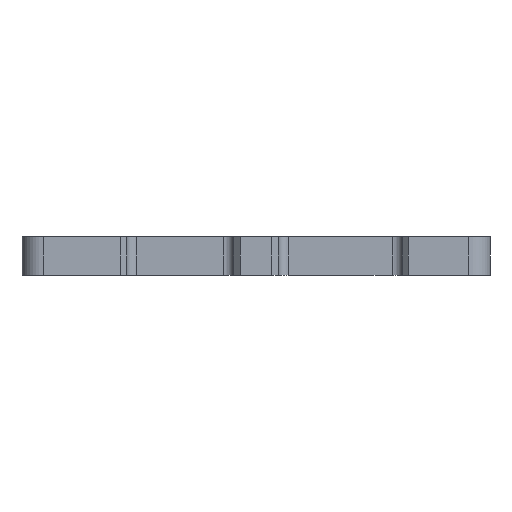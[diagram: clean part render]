
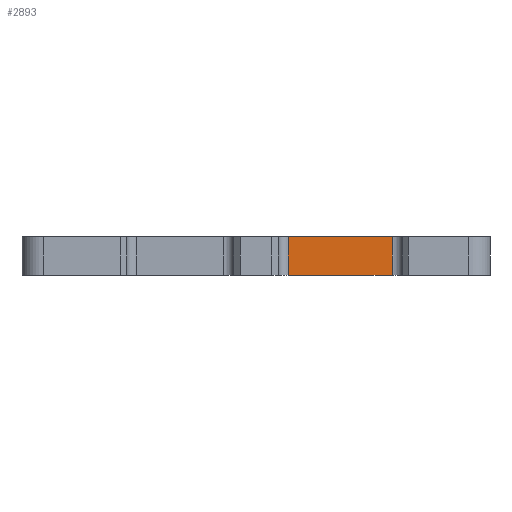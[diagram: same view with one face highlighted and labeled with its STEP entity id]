
A CAD part, left-side view. The second image highlights one B-rep face of the part: STEP entity #2893.
In plain terms, the highlighted planar face has unit normal (-1, 0, 0).
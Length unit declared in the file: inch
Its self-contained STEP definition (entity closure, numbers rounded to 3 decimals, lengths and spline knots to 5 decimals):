
#26 = LINE ( 'NONE', #5603, #19417 ) ;
#692 = EDGE_CURVE ( 'NONE', #11468, #11452, #15749, .T. ) ;
#1281 = DIRECTION ( 'NONE',  ( 0., 0., -1. ) ) ;
#1836 = CARTESIAN_POINT ( 'NONE',  ( 0.255, 0.924, 0.366 ) ) ;
#2351 = EDGE_CURVE ( 'NONE', #20932, #11675, #26, .T. ) ;
#2377 = ORIENTED_EDGE ( 'NONE', *, *, #2351, .T. ) ;
#2430 = VECTOR ( 'NONE', #1281, 39.37008 ) ;
#2893 = ADVANCED_FACE ( 'NONE', ( #21368 ), #19615, .F. ) ;
#2924 = DIRECTION ( 'NONE',  ( 0., -1., 0. ) ) ;
#3600 = CARTESIAN_POINT ( 'NONE',  ( 0.255, 0.924, 0.366 ) ) ;
#5226 = EDGE_LOOP ( 'NONE', ( #2377, #20635, #6228, #13217 ) ) ;
#5400 = CARTESIAN_POINT ( 'NONE',  ( 0.255, 1.906, 0. ) ) ;
#5603 = CARTESIAN_POINT ( 'NONE',  ( 0.255, 0.924, 0. ) ) ;
#6111 = VECTOR ( 'NONE', #20821, 39.37008 ) ;
#6228 = ORIENTED_EDGE ( 'NONE', *, *, #692, .F. ) ;
#8001 = CARTESIAN_POINT ( 'NONE',  ( 0.255, 0.924, 0. ) ) ;
#8275 = LINE ( 'NONE', #17268, #2430 ) ;
#8291 = CARTESIAN_POINT ( 'NONE',  ( 0.255, 0.924, 0.366 ) ) ;
#8561 = AXIS2_PLACEMENT_3D ( 'NONE', #3600, #9194, #16324 ) ;
#9194 = DIRECTION ( 'NONE',  ( 1., 0., 0. ) ) ;
#11452 = VERTEX_POINT ( 'NONE', #1836 ) ;
#11468 = VERTEX_POINT ( 'NONE', #23113 ) ;
#11675 = VERTEX_POINT ( 'NONE', #8001 ) ;
#12510 = DIRECTION ( 'NONE',  ( 0., -1., 0. ) ) ;
#13217 = ORIENTED_EDGE ( 'NONE', *, *, #15835, .T. ) ;
#15351 = EDGE_CURVE ( 'NONE', #11452, #11675, #19050, .T. ) ;
#15433 = CARTESIAN_POINT ( 'NONE',  ( 0.255, 0.924, 0.366 ) ) ;
#15749 = LINE ( 'NONE', #8291, #16590 ) ;
#15835 = EDGE_CURVE ( 'NONE', #11468, #20932, #8275, .T. ) ;
#16324 = DIRECTION ( 'NONE',  ( 0., 1., 0. ) ) ;
#16590 = VECTOR ( 'NONE', #2924, 39.37008 ) ;
#17268 = CARTESIAN_POINT ( 'NONE',  ( 0.255, 1.906, 0.366 ) ) ;
#19050 = LINE ( 'NONE', #15433, #6111 ) ;
#19417 = VECTOR ( 'NONE', #12510, 39.37008 ) ;
#19615 = PLANE ( 'NONE',  #8561 ) ;
#20635 = ORIENTED_EDGE ( 'NONE', *, *, #15351, .F. ) ;
#20821 = DIRECTION ( 'NONE',  ( 0., 0., -1. ) ) ;
#20932 = VERTEX_POINT ( 'NONE', #5400 ) ;
#21368 = FACE_OUTER_BOUND ( 'NONE', #5226, .T. ) ;
#23113 = CARTESIAN_POINT ( 'NONE',  ( 0.255, 1.906, 0.366 ) ) ;
